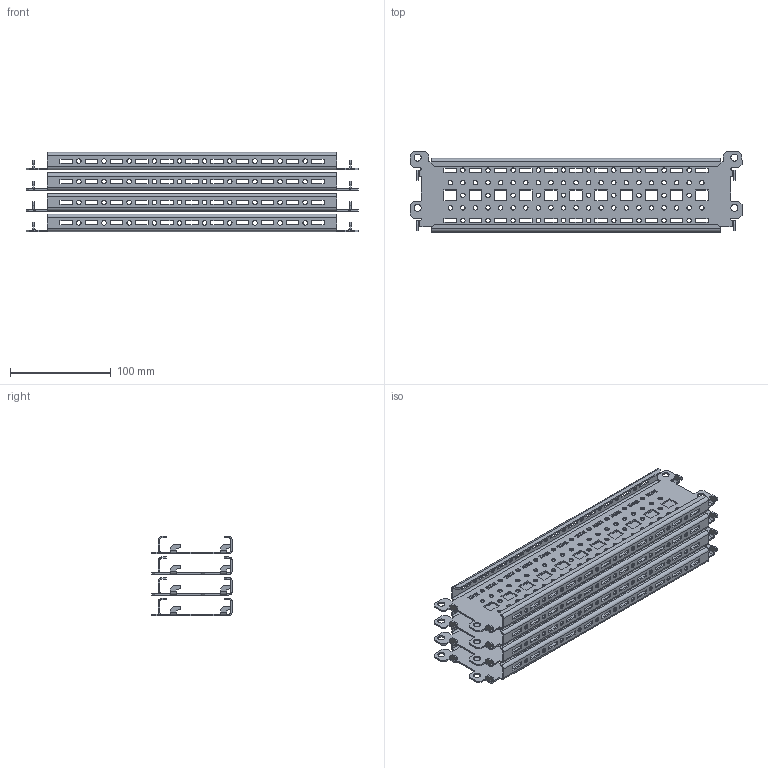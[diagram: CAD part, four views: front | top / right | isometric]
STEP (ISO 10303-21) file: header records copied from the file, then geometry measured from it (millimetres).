
FILE_DESCRIPTION (( 'STEP AP203' ), '1' );
FILE_NAME ('U0253400702 Êîìïëåêò ñòîåê äëÿ âíóòðåííåãî ìîíòàæà UC2_UC2M 00.40 (4øò) (000.801.047).STEP', '2022-04-29T05:48:05', ( '' ), ( '' ), 'SwSTEP 2.0', 'SolidWorks 2017', '' );
FILE_SCHEMA (( 'CONFIG_CONTROL_DESIGN' ));
Length unit declared in the file: millimetre
Products named in the file (2): 025-155 砑鳧罻_00; U0253400702 Êîìïëåêò ñòîåê äëÿ âíóòðåííåãî ìîíòàæà UC2_UC2M 00.40 (4øò) (000.801.047)
Assembly tree (4 placements, depth 2):
  U0253400702 Êîìïëåêò ñòîåê äëÿ âíóòðåííåãî ìîíòàæà UC2_UC2M 00.40 (4øò) (000.801.047)
    025-155 砑鳧罻_00  x4
Bounding box: 330 x 79.89 x 78.78 mm (x, y, z)
Volume: 167181.5 mm3; surface area: 263460.6 mm2
Topology: 4 solids, 4 shells, 2168 faces, 6224 edges, 4064 vertices
Faces by surface type: plane 1296, cylinder 872
Entity records: 18600 total; most frequent: CARTESIAN_POINT 3121, ORIENTED_EDGE 3112, DIRECTION 3090, EDGE_CURVE 1556, VECTOR 1120, LINE 1120, VERTEX_POINT 1016, AXIS2_PLACEMENT_3D 985
